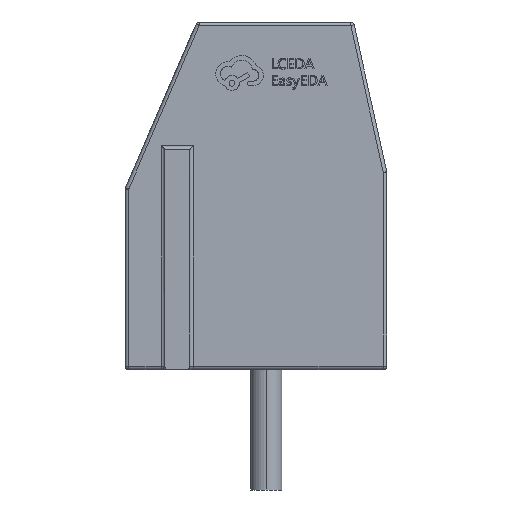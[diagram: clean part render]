
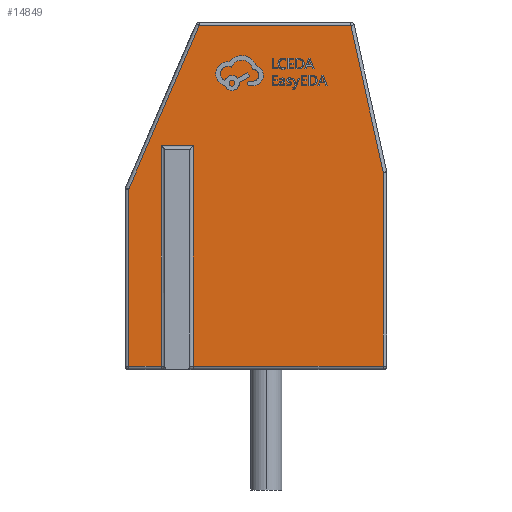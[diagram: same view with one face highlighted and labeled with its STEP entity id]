
A CAD part, left-side view. The second image highlights one B-rep face of the part: STEP entity #14849.
In plain terms, the highlighted planar face has unit normal (-1, 0, 0).
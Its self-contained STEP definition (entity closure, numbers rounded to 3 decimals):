
#50 = CARTESIAN_POINT ( 'NONE',  ( -10., 2.22, 6.5 ) ) ;
#246 = VERTEX_POINT ( 'NONE', #10606 ) ;
#597 = AXIS2_PLACEMENT_3D ( 'NONE', #12259, #15729, #19794 ) ;
#1241 = ORIENTED_EDGE ( 'NONE', *, *, #2145, .T. ) ;
#1289 = EDGE_CURVE ( 'NONE', #6970, #4839, #10367, .T. ) ;
#2145 = EDGE_CURVE ( 'NONE', #16977, #23265, #8584, .T. ) ;
#2420 = CARTESIAN_POINT ( 'NONE',  ( -10., 2.12, 6.5 ) ) ;
#2486 = CARTESIAN_POINT ( 'NONE',  ( -10., 3.051, 0.1 ) ) ;
#2869 = DIRECTION ( 'NONE',  ( 0., 0., -1. ) ) ;
#3295 = VECTOR ( 'NONE', #19542, 1000. ) ;
#3496 = LINE ( 'NONE', #7149, #18103 ) ;
#3968 = DIRECTION ( 'NONE',  ( 0., 0.216, 0.976 ) ) ;
#4418 = ORIENTED_EDGE ( 'NONE', *, *, #22087, .T. ) ;
#4671 = PLANE ( 'NONE',  #597 ) ;
#4732 = VERTEX_POINT ( 'NONE', #9691 ) ;
#4839 = VERTEX_POINT ( 'NONE', #15618 ) ;
#5290 = DIRECTION ( 'NONE',  ( 0., 0., 1. ) ) ;
#6207 = CARTESIAN_POINT ( 'NONE',  ( -10., -3.4, 10.1 ) ) ;
#6285 = VECTOR ( 'NONE', #5290, 1000. ) ;
#6445 = VECTOR ( 'NONE', #2869, 1000. ) ;
#6537 = EDGE_CURVE ( 'NONE', #12530, #16977, #17156, .T. ) ;
#6891 = VECTOR ( 'NONE', #3968, 1000. ) ;
#6970 = VERTEX_POINT ( 'NONE', #21753 ) ;
#7149 = CARTESIAN_POINT ( 'NONE',  ( -10., 4.1, 0.1 ) ) ;
#7153 = VECTOR ( 'NONE', #22269, 1000. ) ;
#7470 = EDGE_LOOP ( 'NONE', ( #9165, #8281, #1241, #4418, #21104, #20847, #14235, #19925, #16518, #17117 ) ) ;
#7492 = LINE ( 'NONE', #13288, #21327 ) ;
#7509 = LINE ( 'NONE', #50, #23413 ) ;
#7658 = DIRECTION ( 'NONE',  ( 0., -1., 0. ) ) ;
#8281 = ORIENTED_EDGE ( 'NONE', *, *, #6537, .T. ) ;
#8584 = LINE ( 'NONE', #21595, #12826 ) ;
#9165 = ORIENTED_EDGE ( 'NONE', *, *, #10008, .T. ) ;
#9566 = DIRECTION ( 'NONE',  ( 0., 0.396, -0.918 ) ) ;
#9691 = CARTESIAN_POINT ( 'NONE',  ( -10., -3.4, 0.1 ) ) ;
#9738 = CARTESIAN_POINT ( 'NONE',  ( -10., -2.13, 11.477 ) ) ;
#10008 = EDGE_CURVE ( 'NONE', #4732, #12530, #13735, .T. ) ;
#10367 = LINE ( 'NONE', #18642, #7153 ) ;
#10570 = LINE ( 'NONE', #21732, #6285 ) ;
#10606 = CARTESIAN_POINT ( 'NONE',  ( -10., 2.12, 0.1 ) ) ;
#10999 = EDGE_CURVE ( 'NONE', #246, #4732, #24244, .T. ) ;
#11269 = CARTESIAN_POINT ( 'NONE',  ( -10., -2.456, 10. ) ) ;
#11938 = DIRECTION ( 'NONE',  ( 0., 1., 0. ) ) ;
#12063 = VERTEX_POINT ( 'NONE', #20101 ) ;
#12259 = CARTESIAN_POINT ( 'NONE',  ( -10., 4.1, 10.1 ) ) ;
#12410 = EDGE_CURVE ( 'NONE', #22545, #246, #21187, .T. ) ;
#12530 = VERTEX_POINT ( 'NONE', #12839 ) ;
#12826 = VECTOR ( 'NONE', #11938, 1000. ) ;
#12839 = CARTESIAN_POINT ( 'NONE',  ( -10., -3.4, 5.729 ) ) ;
#13228 = CARTESIAN_POINT ( 'NONE',  ( -10., 4.1, 0.1 ) ) ;
#13288 = CARTESIAN_POINT ( 'NONE',  ( -10., 2.25, 9.302 ) ) ;
#13427 = DIRECTION ( 'NONE',  ( 0., -1., 0. ) ) ;
#13735 = LINE ( 'NONE', #6207, #3295 ) ;
#13962 = VECTOR ( 'NONE', #7658, 1000. ) ;
#14235 = ORIENTED_EDGE ( 'NONE', *, *, #21046, .T. ) ;
#14849 = ADVANCED_FACE ( 'NONE', ( #21425 ), #4671, .F. ) ;
#15618 = CARTESIAN_POINT ( 'NONE',  ( -10., 4., 0.1 ) ) ;
#15729 = DIRECTION ( 'NONE',  ( 1., 0., 0. ) ) ;
#16518 = ORIENTED_EDGE ( 'NONE', *, *, #12410, .T. ) ;
#16598 = VERTEX_POINT ( 'NONE', #2486 ) ;
#16977 = VERTEX_POINT ( 'NONE', #11269 ) ;
#17117 = ORIENTED_EDGE ( 'NONE', *, *, #10999, .T. ) ;
#17156 = LINE ( 'NONE', #9738, #6891 ) ;
#18103 = VECTOR ( 'NONE', #20011, 1000. ) ;
#18642 = CARTESIAN_POINT ( 'NONE',  ( -10., 4., 10.1 ) ) ;
#19542 = DIRECTION ( 'NONE',  ( 0., 0., 1. ) ) ;
#19794 = DIRECTION ( 'NONE',  ( 0., 0., -1. ) ) ;
#19925 = ORIENTED_EDGE ( 'NONE', *, *, #20312, .T. ) ;
#20011 = DIRECTION ( 'NONE',  ( 0., -1., 0. ) ) ;
#20101 = CARTESIAN_POINT ( 'NONE',  ( -10., 3.051, 6.5 ) ) ;
#20190 = CARTESIAN_POINT ( 'NONE',  ( -10., 1.949, 10. ) ) ;
#20312 = EDGE_CURVE ( 'NONE', #12063, #22545, #7509, .T. ) ;
#20847 = ORIENTED_EDGE ( 'NONE', *, *, #20894, .T. ) ;
#20894 = EDGE_CURVE ( 'NONE', #4839, #16598, #3496, .T. ) ;
#21046 = EDGE_CURVE ( 'NONE', #16598, #12063, #10570, .T. ) ;
#21104 = ORIENTED_EDGE ( 'NONE', *, *, #1289, .T. ) ;
#21187 = LINE ( 'NONE', #22933, #6445 ) ;
#21327 = VECTOR ( 'NONE', #9566, 1000. ) ;
#21425 = FACE_OUTER_BOUND ( 'NONE', #7470, .T. ) ;
#21595 = CARTESIAN_POINT ( 'NONE',  ( -10., 2.015, 10. ) ) ;
#21732 = CARTESIAN_POINT ( 'NONE',  ( -10., 3.051, 6.4 ) ) ;
#21753 = CARTESIAN_POINT ( 'NONE',  ( -10., 4., 5.245 ) ) ;
#22087 = EDGE_CURVE ( 'NONE', #23265, #6970, #7492, .T. ) ;
#22269 = DIRECTION ( 'NONE',  ( 0., 0., -1. ) ) ;
#22545 = VERTEX_POINT ( 'NONE', #2420 ) ;
#22933 = CARTESIAN_POINT ( 'NONE',  ( -10., 2.12, 0. ) ) ;
#23265 = VERTEX_POINT ( 'NONE', #20190 ) ;
#23413 = VECTOR ( 'NONE', #13427, 1000. ) ;
#24244 = LINE ( 'NONE', #13228, #13962 ) ;
